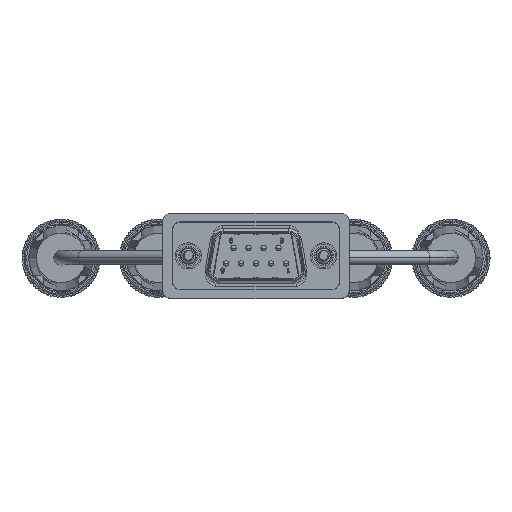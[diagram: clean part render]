
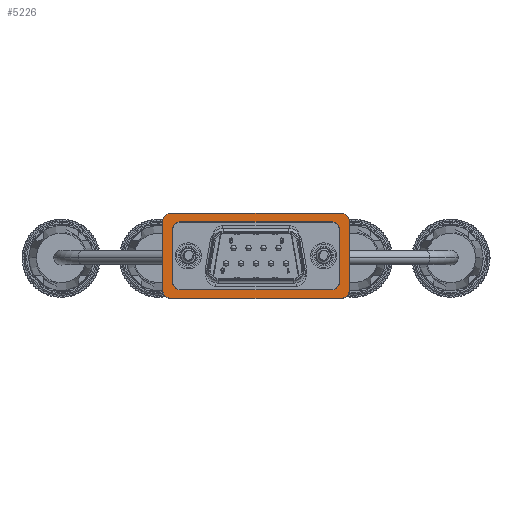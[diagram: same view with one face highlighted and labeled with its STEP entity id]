
A CAD part, top view. The second image highlights one B-rep face of the part: STEP entity #5226.
In plain terms, the highlighted face is planar.
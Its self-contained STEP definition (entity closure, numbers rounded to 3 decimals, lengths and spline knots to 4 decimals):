
#5223 = ORIENTED_EDGE ( 'NONE', *, *, #5837, .F. ) ;
#5226 = ADVANCED_FACE ( 'NONE', ( #50236, #50235 ), #50263, .F. ) ;
#5246 = EDGE_LOOP ( 'NONE', ( #5383, #5841, #5223, #5409, #5759, #5776, #5765, #5735 ) ) ;
#5255 = VERTEX_POINT ( 'NONE', #50286 ) ;
#5299 = VERTEX_POINT ( 'NONE', #50266 ) ;
#5300 = EDGE_CURVE ( 'NONE', #24026, #23449, #50274, .T. ) ;
#5315 = VERTEX_POINT ( 'NONE', #50273 ) ;
#5342 = EDGE_CURVE ( 'NONE', #5255, #5299, #50324, .T. ) ;
#5347 = EDGE_CURVE ( 'NONE', #5496, #5255, #50320, .T. ) ;
#5383 = ORIENTED_EDGE ( 'NONE', *, *, #5342, .F. ) ;
#5409 = ORIENTED_EDGE ( 'NONE', *, *, #5773, .F. ) ;
#5423 = VERTEX_POINT ( 'NONE', #50387 ) ;
#5427 = EDGE_CURVE ( 'NONE', #5662, #5761, #50342, .T. ) ;
#5496 = VERTEX_POINT ( 'NONE', #50493 ) ;
#5502 = ORIENTED_EDGE ( 'NONE', *, *, #23453, .F. ) ;
#5506 = EDGE_CURVE ( 'NONE', #5761, #5514, #50529, .T. ) ;
#5514 = VERTEX_POINT ( 'NONE', #50504 ) ;
#5521 = ORIENTED_EDGE ( 'NONE', *, *, #23944, .T. ) ;
#5577 = ORIENTED_EDGE ( 'NONE', *, *, #23441, .T. ) ;
#5586 = ORIENTED_EDGE ( 'NONE', *, *, #23955, .T. ) ;
#5662 = VERTEX_POINT ( 'NONE', #50595 ) ;
#5665 = EDGE_CURVE ( 'NONE', #5299, #5662, #50598, .T. ) ;
#5670 = EDGE_LOOP ( 'NONE', ( #5502, #5714, #5718, #5851, #5521, #5586, #5710, #5577 ) ) ;
#5710 = ORIENTED_EDGE ( 'NONE', *, *, #24305, .T. ) ;
#5714 = ORIENTED_EDGE ( 'NONE', *, *, #23438, .T. ) ;
#5718 = ORIENTED_EDGE ( 'NONE', *, *, #5300, .F. ) ;
#5735 = ORIENTED_EDGE ( 'NONE', *, *, #5665, .F. ) ;
#5750 = EDGE_CURVE ( 'NONE', #5514, #5423, #50622, .T. ) ;
#5759 = ORIENTED_EDGE ( 'NONE', *, *, #5750, .F. ) ;
#5761 = VERTEX_POINT ( 'NONE', #50613 ) ;
#5765 = ORIENTED_EDGE ( 'NONE', *, *, #5427, .F. ) ;
#5773 = EDGE_CURVE ( 'NONE', #5423, #5315, #50610, .T. ) ;
#5776 = ORIENTED_EDGE ( 'NONE', *, *, #5506, .F. ) ;
#5837 = EDGE_CURVE ( 'NONE', #5315, #5496, #50645, .T. ) ;
#5841 = ORIENTED_EDGE ( 'NONE', *, *, #5347, .F. ) ;
#5851 = ORIENTED_EDGE ( 'NONE', *, *, #24027, .T. ) ;
#23405 = VERTEX_POINT ( 'NONE', #80837 ) ;
#23438 = EDGE_CURVE ( 'NONE', #23464, #23449, #80940, .T. ) ;
#23440 = VERTEX_POINT ( 'NONE', #81054 ) ;
#23441 = EDGE_CURVE ( 'NONE', #23440, #23405, #81061, .T. ) ;
#23449 = VERTEX_POINT ( 'NONE', #81018 ) ;
#23453 = EDGE_CURVE ( 'NONE', #23464, #23405, #81102, .T. ) ;
#23464 = VERTEX_POINT ( 'NONE', #81081 ) ;
#23944 = EDGE_CURVE ( 'NONE', #24045, #23945, #82900, .T. ) ;
#23945 = VERTEX_POINT ( 'NONE', #82894 ) ;
#23955 = EDGE_CURVE ( 'NONE', #23945, #23962, #82978, .T. ) ;
#23962 = VERTEX_POINT ( 'NONE', #82962 ) ;
#24026 = VERTEX_POINT ( 'NONE', #83234 ) ;
#24027 = EDGE_CURVE ( 'NONE', #24026, #24045, #83252, .T. ) ;
#24045 = VERTEX_POINT ( 'NONE', #83306 ) ;
#24305 = EDGE_CURVE ( 'NONE', #23962, #23440, #83888, .T. ) ;
#50228 = DIRECTION ( 'NONE',  ( 1., 0., 0. ) ) ;
#50229 = DIRECTION ( 'NONE',  ( 0., 0., 1. ) ) ;
#50230 = AXIS2_PLACEMENT_3D ( 'NONE', #50262, #50229, #50228 ) ;
#50235 = FACE_OUTER_BOUND ( 'NONE', #5670, .T. ) ;
#50236 = FACE_BOUND ( 'NONE', #5246, .T. ) ;
#50262 = CARTESIAN_POINT ( 'NONE',  ( -0.6785, 0.3085, -0.6975 ) ) ;
#50263 = PLANE ( 'NONE',  #50230 ) ;
#50264 = CARTESIAN_POINT ( 'NONE',  ( -0.6785, 0.3085, -0.6975 ) ) ;
#50266 = CARTESIAN_POINT ( 'NONE',  ( 0.6075, -0.188, -0.6975 ) ) ;
#50273 = CARTESIAN_POINT ( 'NONE',  ( -0.5475, 0.248, -0.6975 ) ) ;
#50274 = LINE ( 'NONE', #50264, #50326 ) ;
#50286 = CARTESIAN_POINT ( 'NONE',  ( 0.6075, 0.188, -0.6975 ) ) ;
#50300 = DIRECTION ( 'NONE',  ( 1., 0., 0. ) ) ;
#50301 = DIRECTION ( 'NONE',  ( 0., 0., -1. ) ) ;
#50306 = DIRECTION ( 'NONE',  ( 0., -1., 0. ) ) ;
#50307 = VECTOR ( 'NONE', #50306, 39.3701 ) ;
#50308 = CARTESIAN_POINT ( 'NONE',  ( 0.6075, 0.188, -0.6975 ) ) ;
#50309 = AXIS2_PLACEMENT_3D ( 'NONE', #50316, #50301, #50300 ) ;
#50316 = CARTESIAN_POINT ( 'NONE',  ( 0.5475, 0.188, -0.6975 ) ) ;
#50320 = CIRCLE ( 'NONE', #50309, 0.06 ) ;
#50324 = LINE ( 'NONE', #50308, #50307 ) ;
#50325 = DIRECTION ( 'NONE',  ( -1., 0., 0. ) ) ;
#50326 = VECTOR ( 'NONE', #50325, 39.3701 ) ;
#50342 = LINE ( 'NONE', #50380, #50379 ) ;
#50378 = DIRECTION ( 'NONE',  ( -1., 0., 0. ) ) ;
#50379 = VECTOR ( 'NONE', #50378, 39.3701 ) ;
#50380 = CARTESIAN_POINT ( 'NONE',  ( 0.5475, -0.248, -0.6975 ) ) ;
#50387 = CARTESIAN_POINT ( 'NONE',  ( -0.6075, 0.188, -0.6975 ) ) ;
#50493 = CARTESIAN_POINT ( 'NONE',  ( 0.5475, 0.248, -0.6975 ) ) ;
#50502 = AXIS2_PLACEMENT_3D ( 'NONE', #50525, #50524, #50523 ) ;
#50504 = CARTESIAN_POINT ( 'NONE',  ( -0.6075, -0.188, -0.6975 ) ) ;
#50523 = DIRECTION ( 'NONE',  ( 1., 0., 0. ) ) ;
#50524 = DIRECTION ( 'NONE',  ( 0., 0., -1. ) ) ;
#50525 = CARTESIAN_POINT ( 'NONE',  ( -0.5475, -0.188, -0.6975 ) ) ;
#50529 = CIRCLE ( 'NONE', #50502, 0.06 ) ;
#50580 = DIRECTION ( 'NONE',  ( 1., 0., 0. ) ) ;
#50581 = DIRECTION ( 'NONE',  ( 0., 0., -1. ) ) ;
#50582 = AXIS2_PLACEMENT_3D ( 'NONE', #50593, #50581, #50580 ) ;
#50593 = CARTESIAN_POINT ( 'NONE',  ( 0.5475, -0.188, -0.6975 ) ) ;
#50595 = CARTESIAN_POINT ( 'NONE',  ( 0.5475, -0.248, -0.6975 ) ) ;
#50598 = CIRCLE ( 'NONE', #50582, 0.06 ) ;
#50603 = CARTESIAN_POINT ( 'NONE',  ( 0.5475, 0.248, -0.6975 ) ) ;
#50606 = DIRECTION ( 'NONE',  ( -1., 0., 0. ) ) ;
#50607 = DIRECTION ( 'NONE',  ( 0., 0., -1. ) ) ;
#50608 = CARTESIAN_POINT ( 'NONE',  ( -0.5475, 0.188, -0.6975 ) ) ;
#50609 = AXIS2_PLACEMENT_3D ( 'NONE', #50608, #50607, #50606 ) ;
#50610 = CIRCLE ( 'NONE', #50609, 0.06 ) ;
#50613 = CARTESIAN_POINT ( 'NONE',  ( -0.5475, -0.248, -0.6975 ) ) ;
#50614 = DIRECTION ( 'NONE',  ( 0., 1., 0. ) ) ;
#50615 = VECTOR ( 'NONE', #50614, 39.3701 ) ;
#50616 = CARTESIAN_POINT ( 'NONE',  ( -0.6075, 0.188, -0.6975 ) ) ;
#50622 = LINE ( 'NONE', #50616, #50615 ) ;
#50642 = DIRECTION ( 'NONE',  ( 1., 0., 0. ) ) ;
#50643 = VECTOR ( 'NONE', #50642, 39.3701 ) ;
#50645 = LINE ( 'NONE', #50603, #50643 ) ;
#80837 = CARTESIAN_POINT ( 'NONE',  ( -0.6785, -0.2485, -0.6975 ) ) ;
#80940 = CIRCLE ( 'NONE', #80987, 0.06 ) ;
#80955 = CARTESIAN_POINT ( 'NONE',  ( -0.6185, 0.2485, -0.6975 ) ) ;
#80987 = AXIS2_PLACEMENT_3D ( 'NONE', #80955, #81052, #81051 ) ;
#81018 = CARTESIAN_POINT ( 'NONE',  ( -0.6185, 0.3085, -0.6975 ) ) ;
#81039 = DIRECTION ( 'NONE',  ( 1., 0., 0. ) ) ;
#81041 = DIRECTION ( 'NONE',  ( 0., 0., -1. ) ) ;
#81042 = CARTESIAN_POINT ( 'NONE',  ( -0.6185, -0.2485, -0.6975 ) ) ;
#81050 = AXIS2_PLACEMENT_3D ( 'NONE', #81042, #81041, #81039 ) ;
#81051 = DIRECTION ( 'NONE',  ( 1., 0., 0. ) ) ;
#81052 = DIRECTION ( 'NONE',  ( 0., 0., -1. ) ) ;
#81054 = CARTESIAN_POINT ( 'NONE',  ( -0.6185, -0.3085, -0.6975 ) ) ;
#81061 = CIRCLE ( 'NONE', #81050, 0.06 ) ;
#81081 = CARTESIAN_POINT ( 'NONE',  ( -0.6785, 0.2485, -0.6975 ) ) ;
#81099 = DIRECTION ( 'NONE',  ( 0., -1., 0. ) ) ;
#81100 = VECTOR ( 'NONE', #81099, 39.3701 ) ;
#81101 = CARTESIAN_POINT ( 'NONE',  ( -0.6785, 0.3085, -0.6975 ) ) ;
#81102 = LINE ( 'NONE', #81101, #81100 ) ;
#82891 = DIRECTION ( 'NONE',  ( 0., -1., 0. ) ) ;
#82893 = VECTOR ( 'NONE', #82891, 39.3701 ) ;
#82894 = CARTESIAN_POINT ( 'NONE',  ( 0.6785, -0.2485, -0.6975 ) ) ;
#82899 = CARTESIAN_POINT ( 'NONE',  ( 0.6785, 0.3085, -0.6975 ) ) ;
#82900 = LINE ( 'NONE', #82899, #82893 ) ;
#82962 = CARTESIAN_POINT ( 'NONE',  ( 0.6185, -0.3085, -0.6975 ) ) ;
#82963 = DIRECTION ( 'NONE',  ( 1., 0., 0. ) ) ;
#82965 = DIRECTION ( 'NONE',  ( 0., 0., -1. ) ) ;
#82966 = CARTESIAN_POINT ( 'NONE',  ( 0.6185, -0.2485, -0.6975 ) ) ;
#82978 = CIRCLE ( 'NONE', #82989, 0.06 ) ;
#82989 = AXIS2_PLACEMENT_3D ( 'NONE', #82966, #82965, #82963 ) ;
#83215 = DIRECTION ( 'NONE',  ( 1., 0., 0. ) ) ;
#83217 = DIRECTION ( 'NONE',  ( 0., 0., -1. ) ) ;
#83219 = CARTESIAN_POINT ( 'NONE',  ( 0.6185, 0.2485, -0.6975 ) ) ;
#83220 = AXIS2_PLACEMENT_3D ( 'NONE', #83219, #83217, #83215 ) ;
#83234 = CARTESIAN_POINT ( 'NONE',  ( 0.6185, 0.3085, -0.6975 ) ) ;
#83252 = CIRCLE ( 'NONE', #83220, 0.06 ) ;
#83306 = CARTESIAN_POINT ( 'NONE',  ( 0.6785, 0.2485, -0.6975 ) ) ;
#83883 = DIRECTION ( 'NONE',  ( -1., 0., 0. ) ) ;
#83885 = VECTOR ( 'NONE', #83883, 39.3701 ) ;
#83886 = CARTESIAN_POINT ( 'NONE',  ( -0.6785, -0.3085, -0.6975 ) ) ;
#83888 = LINE ( 'NONE', #83886, #83885 ) ;
